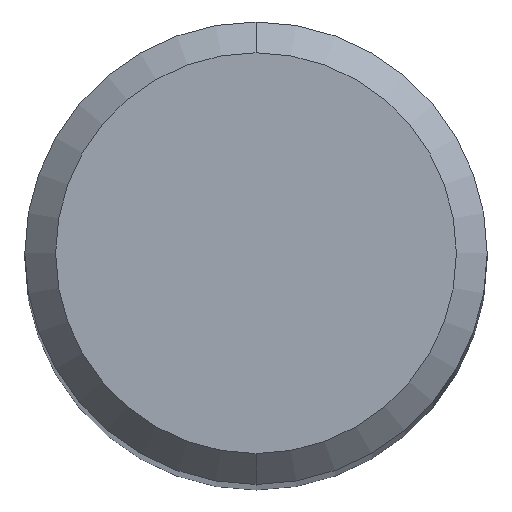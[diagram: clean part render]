
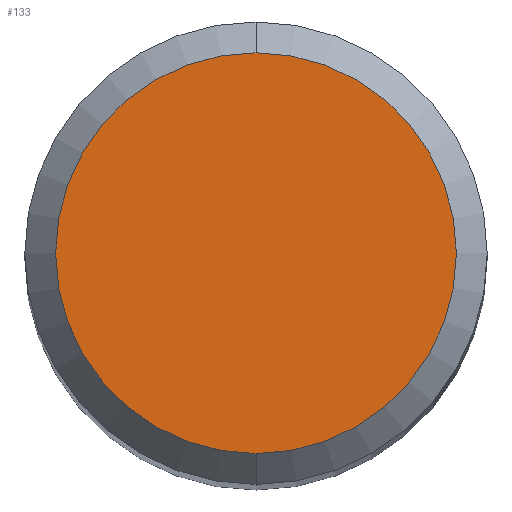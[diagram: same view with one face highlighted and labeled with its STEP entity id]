
A CAD part, top view. The second image highlights one B-rep face of the part: STEP entity #133.
In plain terms, the highlighted planar face has unit normal (0, 0, 1).
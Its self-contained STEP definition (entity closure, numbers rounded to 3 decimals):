
#133=ADVANCED_FACE('',(#289),#290,.T.);
#151=EDGE_CURVE('',#195,#221,#309,.T.);
#195=VERTEX_POINT('',#359);
#221=VERTEX_POINT('',#389);
#225=EDGE_CURVE('',#221,#195,#393,.T.);
#289=FACE_OUTER_BOUND('',#456,.T.);
#290=PLANE('',#457);
#309=CIRCLE('',#484,2.6);
#359=CARTESIAN_POINT('',(0.0,2.6,0.0));
#389=CARTESIAN_POINT('',(0.,-2.6,0.0));
#393=CIRCLE('',#593,2.6);
#456=EDGE_LOOP('',(#660,#661));
#457=AXIS2_PLACEMENT_3D('',#662,#663,#664);
#484=AXIS2_PLACEMENT_3D('',#677,#678,#679);
#593=AXIS2_PLACEMENT_3D('',#789,#790,#791);
#660=ORIENTED_EDGE('',*,*,#151,.F.);
#661=ORIENTED_EDGE('',*,*,#225,.F.);
#662=CARTESIAN_POINT('',(0.0,1.3,0.0));
#663=DIRECTION('',(-0.0,0.0,1.0));
#664=DIRECTION('',(0.0,-1.0,0.0));
#677=CARTESIAN_POINT('',(0.0,0.0,0.0));
#678=DIRECTION('',(0.0,0.0,-1.0));
#679=DIRECTION('',(0.0,1.0,0.0));
#789=CARTESIAN_POINT('',(0.0,0.0,0.0));
#790=DIRECTION('',(0.0,0.0,-1.0));
#791=DIRECTION('',(0.0,1.0,0.0));
